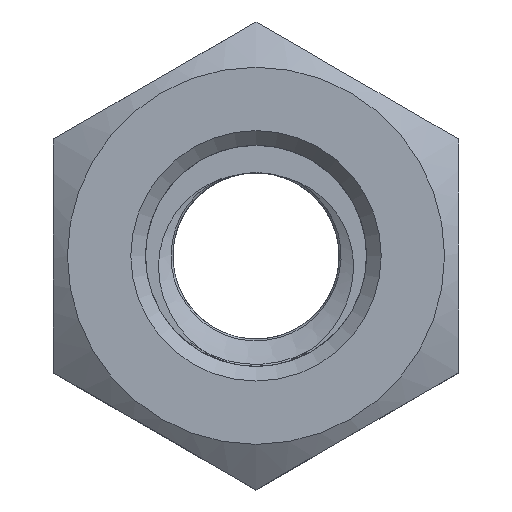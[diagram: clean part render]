
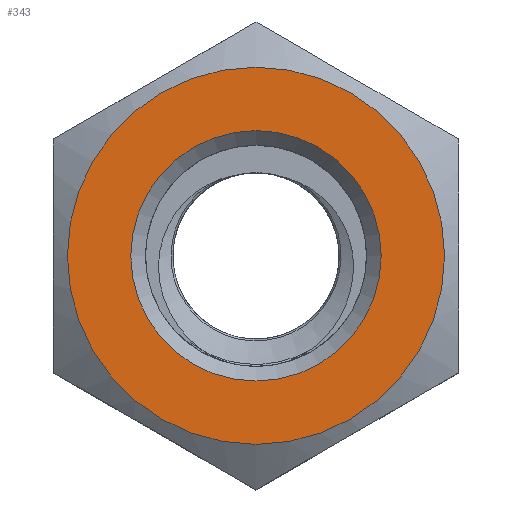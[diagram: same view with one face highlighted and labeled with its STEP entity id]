
A CAD part, top view. The second image highlights one B-rep face of the part: STEP entity #343.
In plain terms, the highlighted planar face has unit normal (0, 0, 1).
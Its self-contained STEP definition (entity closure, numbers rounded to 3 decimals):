
#61=PLANE('',#375);
#73=FACE_BOUND('',#128,.T.);
#98=FACE_OUTER_BOUND('',#127,.T.);
#127=EDGE_LOOP('',(#270));
#128=EDGE_LOOP('',(#271));
#145=CIRCLE('',#361,2.56);
#150=CIRCLE('',#374,1.7);
#155=VERTEX_POINT('',#451);
#172=VERTEX_POINT('',#521);
#189=EDGE_CURVE('',#155,#155,#145,.T.);
#210=EDGE_CURVE('',#172,#172,#150,.T.);
#270=ORIENTED_EDGE('',*,*,#189,.T.);
#271=ORIENTED_EDGE('',*,*,#210,.F.);
#343=ADVANCED_FACE('',(#98,#73),#61,.T.);
#361=AXIS2_PLACEMENT_3D('',#452,#391,#392);
#374=AXIS2_PLACEMENT_3D('',#522,#421,#422);
#375=AXIS2_PLACEMENT_3D('',#523,#423,#424);
#391=DIRECTION('center_axis',(0.,0.,1.));
#392=DIRECTION('ref_axis',(0.,1.,0.));
#421=DIRECTION('center_axis',(0.,0.,1.));
#422=DIRECTION('ref_axis',(-1.,0.,0.));
#423=DIRECTION('center_axis',(0.,0.,1.));
#424=DIRECTION('ref_axis',(1.,0.,0.));
#451=CARTESIAN_POINT('',(0.,-2.56,1.25));
#452=CARTESIAN_POINT('Origin',(0.,0.,1.25));
#521=CARTESIAN_POINT('',(1.7,0.,1.25));
#522=CARTESIAN_POINT('Origin',(0.,0.,1.25));
#523=CARTESIAN_POINT('Origin',(0.,0.,
1.25));
